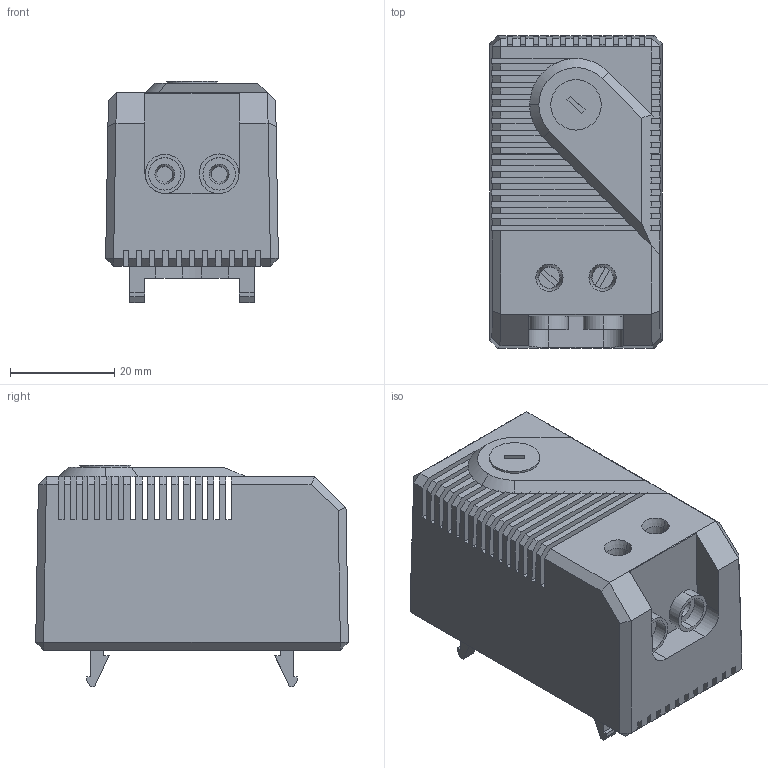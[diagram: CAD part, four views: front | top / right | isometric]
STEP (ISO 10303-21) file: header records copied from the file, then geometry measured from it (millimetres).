
FILE_DESCRIPTION (( 'STEP AP214' ), '1' );
FILE_NAME ('011479-00.STEP', '2014-06-25T15:51:19', ( '' ), ( '' ), 'SwSTEP 2.0', 'SolidWorks 2013', '' );
FILE_SCHEMA (( 'AUTOMOTIVE_DESIGN' ));
Length unit declared in the file: inch
Products named in the file (1): 011479-00
Bounding box: 33.09 x 59.89 x 42.42 mm (x, y, z)
Volume: 58412.3 mm3; surface area: 18644.1 mm2
Topology: 1 solids, 1 shells, 424 faces, 1213 edges, 786 vertices
Faces by surface type: plane 392, cylinder 18, cone 14
Entity records: 13904 total; most frequent: ORIENTED_EDGE 2426, CARTESIAN_POINT 2424, DIRECTION 2139, EDGE_CURVE 1213, LINE 1137, VECTOR 1137, VERTEX_POINT 786, AXIS2_PLACEMENT_3D 501
